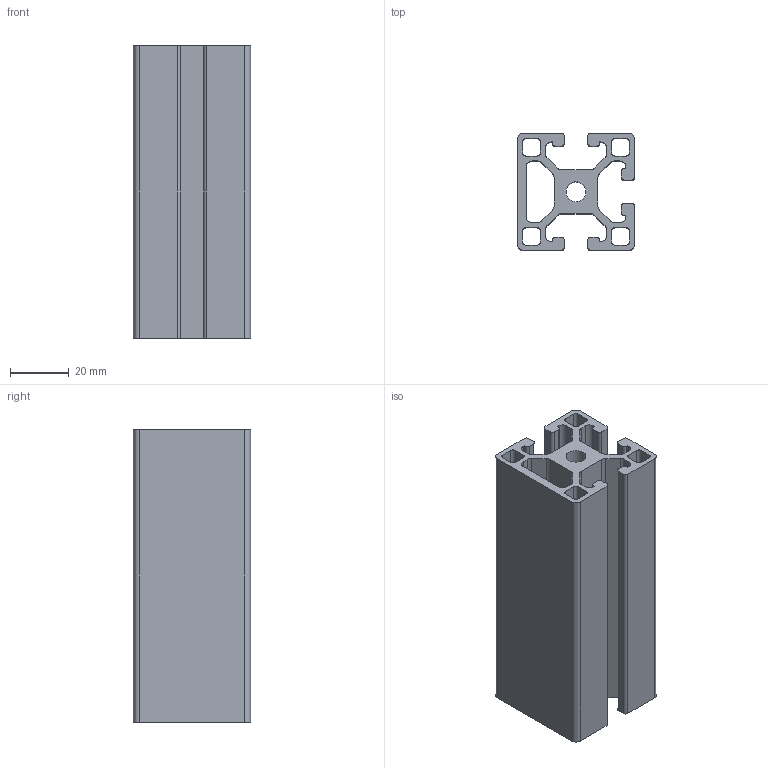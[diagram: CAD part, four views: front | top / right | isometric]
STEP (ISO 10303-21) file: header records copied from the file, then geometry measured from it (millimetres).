
FILE_DESCRIPTION(/* description */ (''),/* implementation_level */ '2;1');
FILE_NAME(/* name */ 'BPRDD0000100.stp',/* time_stamp */ '2017-07-12T11:53:33+02:00',/* author */ ('fzagni'),/* organization */ (''),/* preprocessor_version */ 'ST-DEVELOPER v16.1',/* originating_system */ 'Autodesk Inventor 2016',/* authorisation */ '');
FILE_SCHEMA (('AUTOMOTIVE_DESIGN { 1 0 10303 214 3 1 1 }'));
Length unit declared in the file: millimetre
Products named in the file (1): BPRDD0000114
Bounding box: 40 x 40 x 100 mm (x, y, z)
Volume: 68099.1 mm3; surface area: 47436.9 mm2
Topology: 1 solids, 1 shells, 133 faces, 393 edges, 262 vertices
Faces by surface type: plane 70, cylinder 63
Full cylindrical faces by diameter (mm): 6.8 x1
Entity records: 4516 total; most frequent: CARTESIAN_POINT 788, DIRECTION 786, ORIENTED_EDGE 784, EDGE_CURVE 392, LINE 266, VECTOR 266, VERTEX_POINT 262, AXIS2_PLACEMENT_3D 260
